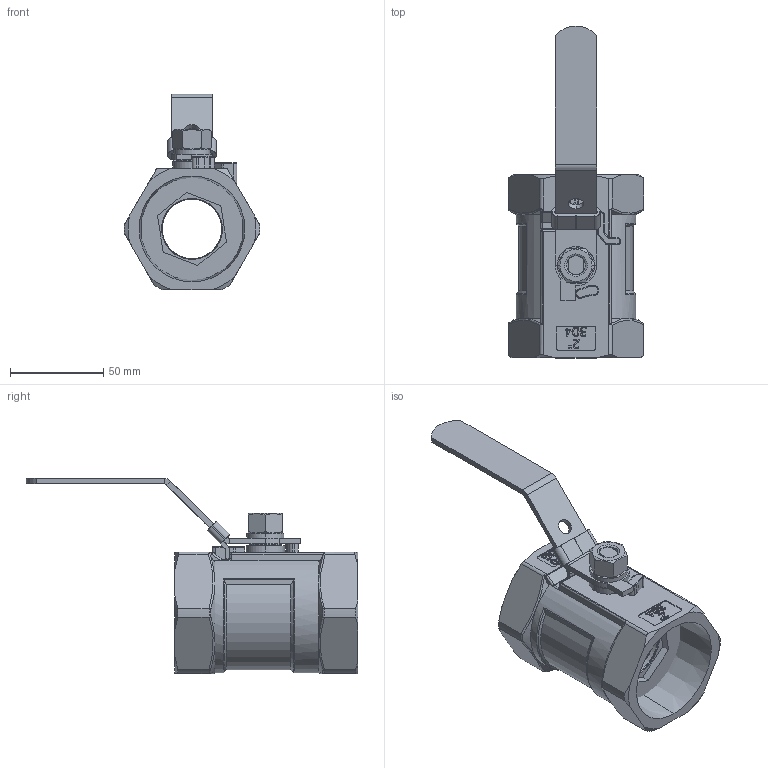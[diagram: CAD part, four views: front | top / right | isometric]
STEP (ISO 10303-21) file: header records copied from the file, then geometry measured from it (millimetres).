
FILE_DESCRIPTION (( 'STEP AP203' ), '1' );
FILE_NAME ('RV-1N Á½´ç.STEP', '2020-09-04T02:09:47', ( '' ), ( '' ), 'SwSTEP 2.0', 'SolidWorks 2018', '' );
FILE_SCHEMA (( 'CONFIG_CONTROL_DESIGN' ));
Length unit declared in the file: millimetre
Products named in the file (14): 謗渡 砦芢菜; 媼渡 极  樓馱芞; hex nuts, style 1-grades ab gb_GB_FASTENER_NUT_SNAB1 M12-N; 謗渡 癹弇坶; 謗渡 概裝; 两寸 密封圈; single coil lock washers light type gb_GB_FASTENER_WASHER_SSWL 12; RV-1N   謗渡; 两寸  球; 謗渡  揤杶; 謗渡 沓蹋; 謗渡 苤概釱; 謗渡腔 佪黑; 謗渡  忒梟
Assembly tree (14 placements, depth 2):
  RV-1N   謗渡
    媼渡 极  樓馱芞
    謗渡 苤概釱  x2
    謗渡 砦芢菜
    謗渡 概裝
    两寸  球
    謗渡腔 佪黑
    两寸 密封圈
    謗渡 沓蹋
    謗渡  揤杶
    謗渡  忒梟
    謗渡 癹弇坶
    single coil lock washers light type gb_GB_FASTENER_WASHER_SSWL 12
    hex nuts, style 1-grades ab gb_GB_FASTENER_NUT_SNAB1 M12-N
Bounding box: 72.48 x 177.45 x 104.5 mm (x, y, z)
Volume: 175229.2 mm3; surface area: 80938.5 mm2
Topology: 14 solids, 14 shells, 600 faces, 1487 edges, 948 vertices
Faces by surface type: plane 233, cylinder 157, bspline 91, cone 84, torus 27, sphere 8
Entity records: 24426 total; most frequent: CARTESIAN_POINT 9514, ORIENTED_EDGE 2904, DIRECTION 2568, EDGE_CURVE 1452, AXIS2_PLACEMENT_3D 934, VERTEX_POINT 926, VECTOR 700, LINE 700
